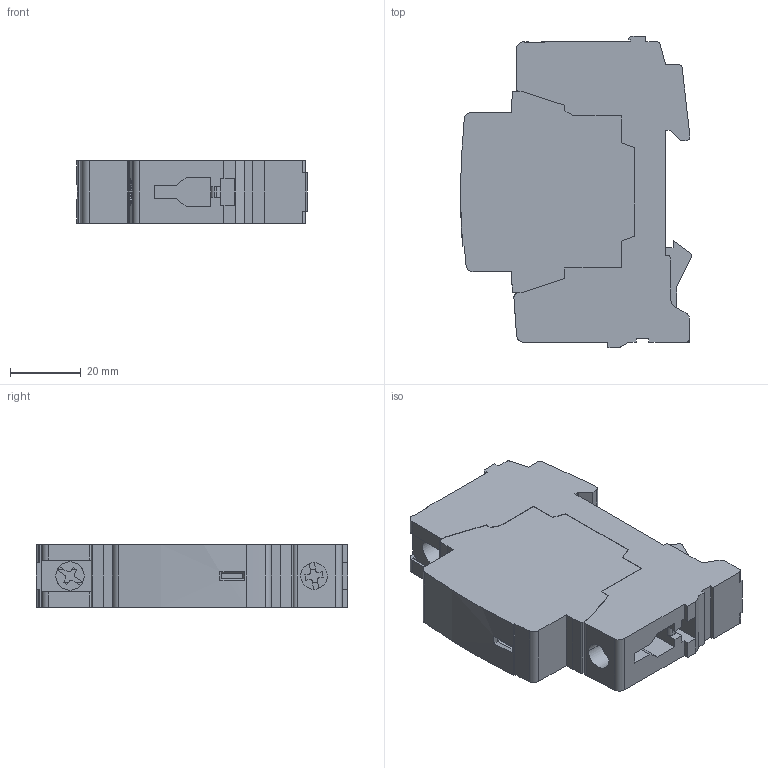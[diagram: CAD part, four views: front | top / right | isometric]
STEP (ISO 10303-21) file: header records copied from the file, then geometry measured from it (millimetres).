
FILE_DESCRIPTION((''),'2;1');
FILE_NAME('B80002101','2017-03-30T',('FRJEGUI'),(''),'CREO PARAMETRIC BY PTC INC, 2016380','CREO PARAMETRIC BY PTC INC, 2016380','');
FILE_SCHEMA(('CONFIG_CONTROL_DESIGN'));
Length unit declared in the file: millimetre
Products named in the file (1): B80002101
Bounding box: 65.27 x 88 x 17.8 mm (x, y, z)
Volume: 75351.6 mm3; surface area: 17386.1 mm2
Topology: 1 solids, 1 shells, 235 faces, 692 edges, 458 vertices
Faces by surface type: plane 194, cylinder 39, cone 2
Entity records: 7893 total; most frequent: CARTESIAN_POINT 1514, ORIENTED_EDGE 1384, DIRECTION 1242, EDGE_CURVE 692, VECTOR 596, LINE 596, VERTEX_POINT 458, AXIS2_PLACEMENT_3D 323
